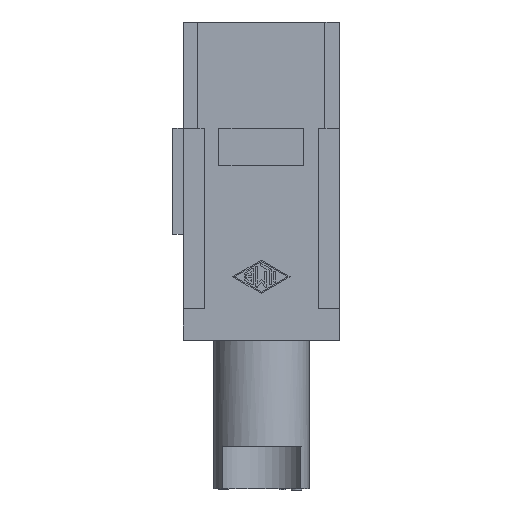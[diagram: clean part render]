
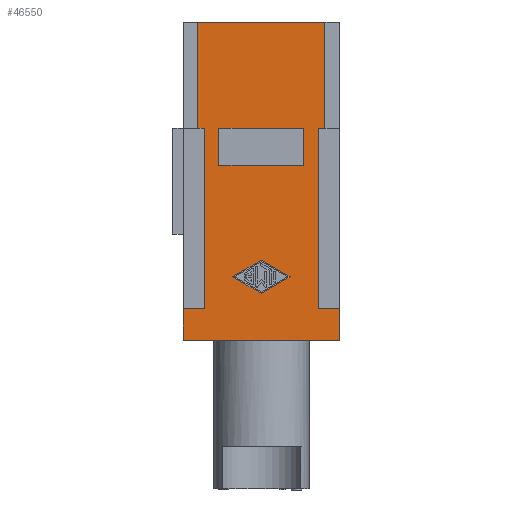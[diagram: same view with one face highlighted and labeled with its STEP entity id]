
A CAD part, front view. The second image highlights one B-rep face of the part: STEP entity #46550.
In plain terms, the highlighted face is planar.
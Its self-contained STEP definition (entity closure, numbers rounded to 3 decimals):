
#18560=CARTESIAN_POINT('',(15.,4.,-30.485));
#18570=VERTEX_POINT('',#18560);
#18600=CARTESIAN_POINT('',(15.,4.,-31.));
#18610=DIRECTION('',(0.,0.,-1.));
#18620=VECTOR('',#18610,9.);
#18630=LINE('',#18600,#18620);
#18640=CARTESIAN_POINT('',(15.,4.,-33.985));
#18650=VERTEX_POINT('',#18640);
#18660=EDGE_CURVE('',#18570,#18650,#18630,.T.);
#19120=CARTESIAN_POINT('',(15.,-4.,-30.485));
#19130=VERTEX_POINT('',#19120);
#19160=CARTESIAN_POINT('',(15.,-4.,-30.485));
#19170=DIRECTION('',(0.,1.,0.));
#19180=VECTOR('',#19170,8.);
#19190=LINE('',#19160,#19180);
#19200=EDGE_CURVE('',#19130,#18570,#19190,.T.);
#19810=CARTESIAN_POINT('',(15.,6.,-33.985));
#19820=DIRECTION('',(0.,-1.,0.));
#19830=VECTOR('',#19820,1.);
#19840=LINE('',#19810,#19830);
#19850=CARTESIAN_POINT('',(15.,-4.,-33.985));
#19860=VERTEX_POINT('',#19850);
#19870=EDGE_CURVE('',#18650,#19860,#19840,.T.);
#20800=CARTESIAN_POINT('',(15.,0.,-34.));
#20810=DIRECTION('',(0.,-1.,0.));
#20820=VECTOR('',#20810,1.);
#20830=LINE('',#20800,#20820);
#20840=CARTESIAN_POINT('',(15.,6.,-34.));
#20850=VERTEX_POINT('',#20840);
#20860=CARTESIAN_POINT('',(15.,5.35,-34.));
#20870=VERTEX_POINT('',#20860);
#20880=EDGE_CURVE('',#20850,#20870,#20830,.T.);
#24070=CARTESIAN_POINT('',(15.,5.35,-34.));
#24080=DIRECTION('',(0.,0.,1.));
#24090=VECTOR('',#24080,17.);
#24100=LINE('',#24070,#24090);
#24110=CARTESIAN_POINT('',(15.,5.35,-17.));
#24120=VERTEX_POINT('',#24110);
#24130=EDGE_CURVE('',#20870,#24120,#24100,.T.);
#24300=CARTESIAN_POINT('',(15.,-7.35,-17.));
#24310=DIRECTION('',(0.,1.,0.));
#24320=VECTOR('',#24310,2.);
#24330=LINE('',#24300,#24320);
#24340=CARTESIAN_POINT('',(15.,-7.35,-17.));
#24350=VERTEX_POINT('',#24340);
#24360=CARTESIAN_POINT('',(15.,-5.35,-17.));
#24370=VERTEX_POINT('',#24360);
#24380=EDGE_CURVE('',#24350,#24370,#24330,.T.);
#24870=CARTESIAN_POINT('',(15.,5.35,-17.));
#24880=DIRECTION('',(0.,1.,0.));
#24890=VECTOR('',#24880,2.);
#24900=LINE('',#24870,#24890);
#24910=CARTESIAN_POINT('',(15.,7.35,-17.));
#24920=VERTEX_POINT('',#24910);
#24930=EDGE_CURVE('',#24120,#24920,#24900,.T.);
#25140=CARTESIAN_POINT('',(15.,-5.35,-34.));
#25150=VERTEX_POINT('',#25140);
#25180=CARTESIAN_POINT('',(15.,0.,-34.));
#25190=DIRECTION('',(0.,-1.,0.));
#25200=VECTOR('',#25190,1.);
#25210=LINE('',#25180,#25200);
#25220=CARTESIAN_POINT('',(15.,-6.,-34.));
#25230=VERTEX_POINT('',#25220);
#25240=EDGE_CURVE('',#25150,#25230,#25210,.T.);
#25650=CARTESIAN_POINT('',(15.,-5.35,-17.));
#25660=DIRECTION('',(0.,0.,-1.));
#25670=VECTOR('',#25660,17.);
#25680=LINE('',#25650,#25670);
#25690=EDGE_CURVE('',#24370,#25150,#25680,.T.);
#25810=CARTESIAN_POINT('',(15.,-4.,-40.));
#25820=DIRECTION('',(0.,0.,1.));
#25830=VECTOR('',#25820,9.);
#25840=LINE('',#25810,#25830);
#25850=EDGE_CURVE('',#19860,#19130,#25840,.T.);
#26410=CARTESIAN_POINT('',(15.,7.35,-14.));
#26420=DIRECTION('',(0.,0.,-1.));
#26430=VECTOR('',#26420,3.);
#26440=LINE('',#26410,#26430);
#26450=CARTESIAN_POINT('',(15.,7.35,-14.));
#26460=VERTEX_POINT('',#26450);
#26470=EDGE_CURVE('',#26460,#24920,#26440,.T.);
#28920=CARTESIAN_POINT('',(15.,6.,-44.01));
#28930=VERTEX_POINT('',#28920);
#28960=CARTESIAN_POINT('',(15.,6.,0.));
#28970=DIRECTION('',(0.,0.,-1.));
#28980=VECTOR('',#28970,1.);
#28990=LINE('',#28960,#28980);
#29000=EDGE_CURVE('',#20850,#28930,#28990,.T.);
#37180=CARTESIAN_POINT('',(15.,-6.,0.));
#37190=DIRECTION('',(0.,0.,-1.));
#37200=VECTOR('',#37190,1.);
#37210=LINE('',#37180,#37200);
#37220=CARTESIAN_POINT('',(15.,-6.,-44.01));
#37230=VERTEX_POINT('',#37220);
#37240=EDGE_CURVE('',#25230,#37230,#37210,.T.);
#43250=CARTESIAN_POINT('',(15.,7.35,-14.));
#43260=DIRECTION('',(0.,-1.,0.));
#43270=VECTOR('',#43260,14.7);
#43280=LINE('',#43250,#43270);
#43290=CARTESIAN_POINT('',(15.,-7.35,-14.));
#43300=VERTEX_POINT('',#43290);
#43310=EDGE_CURVE('',#26460,#43300,#43280,.T.);
#44700=CARTESIAN_POINT('',(15.,-7.35,-14.));
#44710=DIRECTION('',(0.,0.,-1.));
#44720=VECTOR('',#44710,3.);
#44730=LINE('',#44700,#44720);
#44740=EDGE_CURVE('',#43300,#24350,#44730,.T.);
#45910=CARTESIAN_POINT('',(15.,-7.35,0.));
#45920=DIRECTION('',(1.,-0.,0.));
#45930=DIRECTION('',(0.,0.,-1.));
#45940=AXIS2_PLACEMENT_3D('',#45910,#45920,#45930);
#45950=PLANE('',#45940);
#45960=CARTESIAN_POINT('',(15.,0.,-18.438));
#45970=DIRECTION('',(0.,0.866,-0.5));
#45980=VECTOR('',#45970,1.);
#45990=LINE('',#45960,#45980);
#46000=CARTESIAN_POINT('',(15.,0.,-18.438));
#46010=VERTEX_POINT('',#46000);
#46020=CARTESIAN_POINT('',(15.,2.709,-20.));
#46030=VERTEX_POINT('',#46020);
#46040=EDGE_CURVE('',#46010,#46030,#45990,.T.);
#46050=ORIENTED_EDGE('',*,*,#46040,.T.);
#46060=CARTESIAN_POINT('',(15.,0.,-18.438));
#46070=DIRECTION('',(0.,0.866,0.5));
#46080=VECTOR('',#46070,1.);
#46090=LINE('',#46060,#46080);
#46100=CARTESIAN_POINT('',(15.,-2.709,-20.));
#46110=VERTEX_POINT('',#46100);
#46120=EDGE_CURVE('',#46110,#46010,#46090,.T.);
#46130=ORIENTED_EDGE('',*,*,#46120,.T.);
#46140=CARTESIAN_POINT('',(15.,0.,-21.562));
#46150=DIRECTION('',(0.,-0.866,0.5));
#46160=VECTOR('',#46150,1.);
#46170=LINE('',#46140,#46160);
#46180=CARTESIAN_POINT('',(15.,0.,-21.562));
#46190=VERTEX_POINT('',#46180);
#46200=EDGE_CURVE('',#46190,#46110,#46170,.T.);
#46210=ORIENTED_EDGE('',*,*,#46200,.T.);
#46220=CARTESIAN_POINT('',(15.,0.,-21.562));
#46230=DIRECTION('',(0.,-0.866,-0.5));
#46240=VECTOR('',#46230,1.);
#46250=LINE('',#46220,#46240);
#46260=EDGE_CURVE('',#46030,#46190,#46250,.T.);
#46270=ORIENTED_EDGE('',*,*,#46260,.T.);
#46280=EDGE_LOOP('',(#46270,#46210,#46130,#46050));
#46290=FACE_BOUND('',#46280,.T.);
#46300=ORIENTED_EDGE('',*,*,#18660,.T.);
#46310=ORIENTED_EDGE('',*,*,#19200,.T.);
#46320=ORIENTED_EDGE('',*,*,#25850,.T.);
#46330=ORIENTED_EDGE('',*,*,#19870,.T.);
#46340=EDGE_LOOP('',(#46330,#46320,#46310,#46300));
#46350=FACE_BOUND('',#46340,.T.);
#46360=ORIENTED_EDGE('',*,*,#24380,.T.);
#46370=ORIENTED_EDGE('',*,*,#44740,.T.);
#46380=ORIENTED_EDGE('',*,*,#43310,.T.);
#46390=ORIENTED_EDGE('',*,*,#26470,.F.);
#46400=ORIENTED_EDGE('',*,*,#24930,.T.);
#46410=ORIENTED_EDGE('',*,*,#24130,.T.);
#46420=ORIENTED_EDGE('',*,*,#20880,.T.);
#46430=ORIENTED_EDGE('',*,*,#29000,.F.);
#46440=CARTESIAN_POINT('',(15.,0.,-44.01));
#46450=DIRECTION('',(0.,1.,0.));
#46460=VECTOR('',#46450,1.);
#46470=LINE('',#46440,#46460);
#46480=EDGE_CURVE('',#37230,#28930,#46470,.T.);
#46490=ORIENTED_EDGE('',*,*,#46480,.T.);
#46500=ORIENTED_EDGE('',*,*,#37240,.T.);
#46510=ORIENTED_EDGE('',*,*,#25240,.T.);
#46520=ORIENTED_EDGE('',*,*,#25690,.T.);
#46530=EDGE_LOOP('',(#46520,#46510,#46500,#46490,#46430,#46420,#46410,
#46400,#46390,#46380,#46370,#46360));
#46540=FACE_OUTER_BOUND('',#46530,.T.);
#46550=ADVANCED_FACE('',(#46290,#46350,#46540),#45950,.T.);
